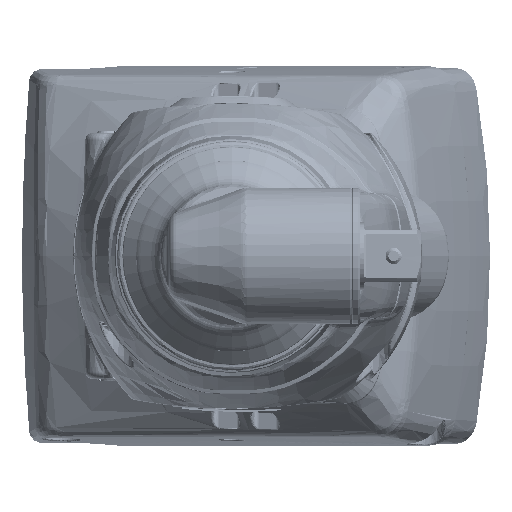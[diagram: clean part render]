
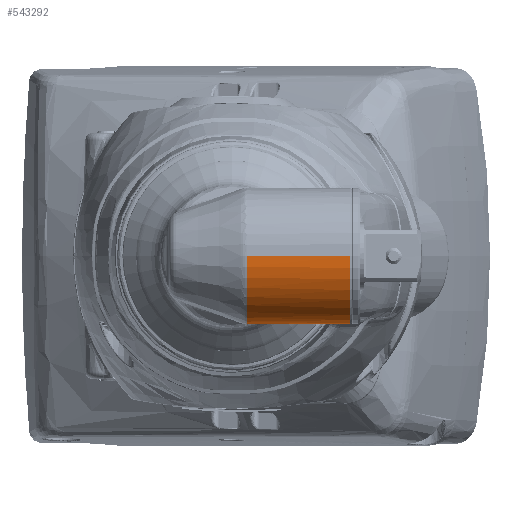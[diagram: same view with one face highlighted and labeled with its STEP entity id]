
A CAD part, left-side view. The second image highlights one B-rep face of the part: STEP entity #543292.
In plain terms, the highlighted cylindrical face has radius 12.5 mm (diameter 25 mm), a partial arc.
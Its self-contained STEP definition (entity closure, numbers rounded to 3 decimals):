
#542022=CARTESIAN_POINT('',(-76.466,-21.75,0.));
#542023=DIRECTION('',(0.,1.,0.));
#542024=DIRECTION('',(1.,0.,0.));
#542025=AXIS2_PLACEMENT_3D('',#542022,#542023,#542024);
#542027=CARTESIAN_POINT('',(-70.586,-8.301,
-11.031));
#542028=CARTESIAN_POINT('',(-70.385,-8.52,
-10.924));
#542029=CARTESIAN_POINT('',(-69.976,-8.971,
-10.691));
#542030=CARTESIAN_POINT('',(-69.352,-9.671,
-10.288));
#542031=CARTESIAN_POINT('',(-68.685,-10.431,
-9.795));
#542032=CARTESIAN_POINT('',(-68.013,-11.206,
-9.224));
#542033=CARTESIAN_POINT('',(-67.349,-11.98,
-8.57));
#542034=CARTESIAN_POINT('',(-66.691,-12.754,
-7.814));
#542035=CARTESIAN_POINT('',(-66.019,-13.548,
-6.9));
#542036=CARTESIAN_POINT('',(-65.345,-14.349,
-5.765));
#542037=CARTESIAN_POINT('',(-64.738,-15.074,
-4.414));
#542038=CARTESIAN_POINT('',(-64.283,-15.62,
-2.938));
#542039=CARTESIAN_POINT('',(-64.017,-15.939,
-1.417));
#542040=CARTESIAN_POINT('',(-63.966,-16.,
-0.464));
#542041=CARTESIAN_POINT('',(-63.966,-16.,0.));
#542043=CARTESIAN_POINT('',(-71.99,-3.735,
-11.671));
#542044=CARTESIAN_POINT('',(-71.99,-4.019,
-11.671));
#542045=CARTESIAN_POINT('',(-71.975,-4.588,
-11.666));
#542046=CARTESIAN_POINT('',(-71.878,-5.483,
-11.628));
#542047=CARTESIAN_POINT('',(-71.686,-6.327,
-11.551));
#542048=CARTESIAN_POINT('',(-71.422,-7.045,
-11.439));
#542049=CARTESIAN_POINT('',(-71.063,-7.716,
-11.275));
#542050=CARTESIAN_POINT('',(-70.757,-8.115,
-11.122));
#542051=CARTESIAN_POINT('',(-70.586,-8.301,
-11.031));
#542053=DIRECTION('',(0.,-1.,0.));
#542054=VECTOR('',#542053,0.956);
#542055=CARTESIAN_POINT('',(-71.99,-2.779,
-11.671));
#542056=LINE('',#542055,#542054);
#542057=CARTESIAN_POINT('',(-76.466,-2.779,0.));
#542058=DIRECTION('',(0.,1.,0.));
#542059=DIRECTION('',(0.358,0.,-0.934));
#542060=AXIS2_PLACEMENT_3D('',#542057,#542058,#542059);
#542120=DIRECTION('',(0.,1.,0.));
#542121=VECTOR('',#542120,18.971);
#542122=CARTESIAN_POINT('',(-88.966,-21.75,
0.));
#542123=LINE('',#542122,#542121);
#542143=CARTESIAN_POINT('',(-63.966,-16.,0.));
#542159=DIRECTION('',(0.,1.,0.));
#542160=VECTOR('',#542159,5.75);
#542161=CARTESIAN_POINT('',(-63.966,-21.75,
0.));
#542162=LINE('',#542161,#542160);
#542535=CARTESIAN_POINT('',(-71.99,-2.779,
-11.671));
#543059=VERTEX_POINT('',#542143);
#543061=VERTEX_POINT('',#542027);
#543063=VERTEX_POINT('',#542043);
#543067=VERTEX_POINT('',#542535);
#543071=CARTESIAN_POINT('',(-88.966,-2.779,0.));
#543072=VERTEX_POINT('',#543071);
#543183=CARTESIAN_POINT('',(-63.966,-21.75,0.));
#543184=CARTESIAN_POINT('',(-88.966,-21.75,0.));
#543185=VERTEX_POINT('',#543183);
#543186=VERTEX_POINT('',#543184);
#543271=CARTESIAN_POINT('',(-76.466,14.788,0.));
#543272=DIRECTION('',(0.,-1.,0.));
#543273=DIRECTION('',(1.,0.,0.));
#543274=AXIS2_PLACEMENT_3D('',#543271,#543272,#543273);
#543275=CYLINDRICAL_SURFACE('',#543274,12.5);
#543277=ORIENTED_EDGE('',*,*,#543276,.F.);
#543279=ORIENTED_EDGE('',*,*,#543278,.T.);
#543281=ORIENTED_EDGE('',*,*,#543280,.F.);
#543283=ORIENTED_EDGE('',*,*,#543282,.F.);
#543285=ORIENTED_EDGE('',*,*,#543284,.F.);
#543287=ORIENTED_EDGE('',*,*,#543286,.T.);
#543289=ORIENTED_EDGE('',*,*,#543288,.F.);
#543290=EDGE_LOOP('',(#543277,#543279,#543281,#543283,#543285,#543287,#543289));
#543291=FACE_OUTER_BOUND('',#543290,.F.);
#543292=ADVANCED_FACE('',(#543291),#543275,.T.);
#542026=CIRCLE('',#542025,12.5);
#542042=B_SPLINE_CURVE_WITH_KNOTS('',3,(#542027,#542028,#542029,#542030,#542031,
#542032,#542033,#542034,#542035,#542036,#542037,#542038,#542039,#542040,
#542041),.UNSPECIFIED.,.F.,.F.,(4,1,1,1,1,1,1,1,1,1,1,1,4),(0.,
0.083,0.167,0.25,0.333,0.417,
0.5,0.583,0.667,0.75,0.833,
0.917,1.),.UNSPECIFIED.);
#542052=B_SPLINE_CURVE_WITH_KNOTS('',3,(#542043,#542044,#542045,#542046,#542047,
#542048,#542049,#542050,#542051),.UNSPECIFIED.,.F.,.F.,(4,1,1,1,1,1,4),(0.,
0.167,0.333,0.5,0.667,0.833,
1.),.UNSPECIFIED.);
#542061=CIRCLE('',#542060,12.5);
#543276=EDGE_CURVE('',#543185,#543186,#542026,.T.);
#543278=EDGE_CURVE('',#543185,#543059,#542162,.T.);
#543280=EDGE_CURVE('',#543061,#543059,#542042,.T.);
#543282=EDGE_CURVE('',#543063,#543061,#542052,.T.);
#543284=EDGE_CURVE('',#543067,#543063,#542056,.T.);
#543286=EDGE_CURVE('',#543067,#543072,#542061,.T.);
#543288=EDGE_CURVE('',#543186,#543072,#542123,.T.);
